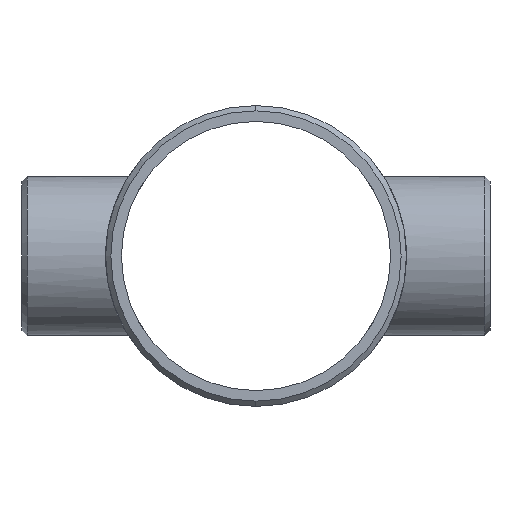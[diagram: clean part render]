
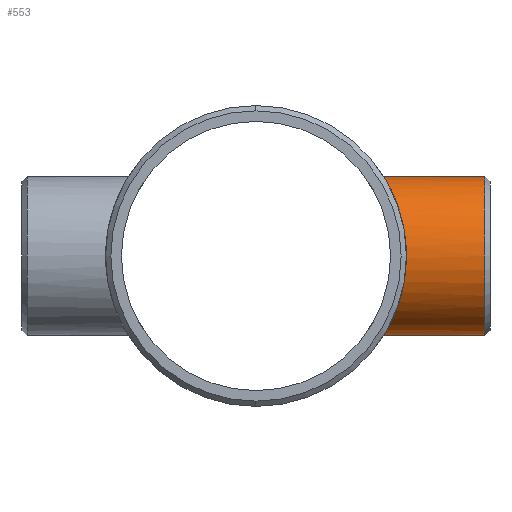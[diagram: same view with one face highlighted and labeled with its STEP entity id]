
A CAD part, left-side view. The second image highlights one B-rep face of the part: STEP entity #553.
In plain terms, the highlighted cylindrical face has radius 30.226 mm (diameter 60.452 mm), a partial arc.
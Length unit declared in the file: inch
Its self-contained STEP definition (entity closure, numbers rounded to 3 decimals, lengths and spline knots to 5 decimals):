
#16 = VECTOR ( 'NONE', #1034, 39.37008 ) ;
#24 = CARTESIAN_POINT ( 'NONE',  ( 0., -3.421, 0. ) ) ;
#37 = CARTESIAN_POINT ( 'NONE',  ( -0.15887, -1.91574, 1.18003 ) ) ;
#51 = CARTESIAN_POINT ( 'NONE',  ( -0.27512, -1.92889, 1.15843 ) ) ;
#59 = CARTESIAN_POINT ( 'NONE',  ( -0.81424, -2.07576, 0.86866 ) ) ;
#64 = CARTESIAN_POINT ( 'NONE',  ( -1.15084, -2.22949, -0.31292 ) ) ;
#68 = LINE ( 'NONE', #1021, #297 ) ;
#75 = CARTESIAN_POINT ( 'NONE',  ( -0.85422, -2.09187, -0.82872 ) ) ;
#80 = ORIENTED_EDGE ( 'NONE', *, *, #459, .T. ) ;
#136 = CARTESIAN_POINT ( 'NONE',  ( -1.11196, -2.20968, 0.4256 ) ) ;
#156 = CARTESIAN_POINT ( 'NONE',  ( -1.1582, -2.23333, 0.27618 ) ) ;
#164 = CARTESIAN_POINT ( 'NONE',  ( -0.49636, -1.97271, -1.08223 ) ) ;
#173 = CYLINDRICAL_SURFACE ( 'NONE', #846, 1.19 ) ;
#174 = VERTEX_POINT ( 'NONE', #317 ) ;
#209 = CARTESIAN_POINT ( 'NONE',  ( 0., -3.421, 1.19 ) ) ;
#220 = ORIENTED_EDGE ( 'NONE', *, *, #627, .F. ) ;
#230 = CARTESIAN_POINT ( 'NONE',  ( -0.89502, -2.10833, 0.78793 ) ) ;
#243 = CARTESIAN_POINT ( 'NONE',  ( -0.42442, -1.95607, 1.11191 ) ) ;
#258 = CARTESIAN_POINT ( 'NONE',  ( -1.18991, -2.24995, 0.08035 ) ) ;
#266 = CARTESIAN_POINT ( 'NONE',  ( 0., -1.90955, -1.19 ) ) ;
#271 = DIRECTION ( 'NONE',  ( 0., 1., 0. ) ) ;
#278 = CARTESIAN_POINT ( 'NONE',  ( -0.5992, -2.0013, -1.02832 ) ) ;
#297 = VECTOR ( 'NONE', #271, 39.37008 ) ;
#304 = B_SPLINE_CURVE_WITH_KNOTS ( 'NONE', 3,
 ( #643, #516, #917, #37, #809, #51, #1190, #326, #714, #243, #332, #721, #432, #891, #544, #923, #1003, #1099, #59, #230, #446, #1208, #631, #824, #906, #350, #740, #136, #532, #1195, #156, #947, #258, #365, #1126, #932, #757, #1232, #551, #64, #456, #656, #378, #838, #833, #381, #1213, #1218, #1139, #574, #765, #1146, #75, #1029, #760, #940, #1144, #278, #751, #1236, #164, #474, #1226, #1024, #357, #583, #561, #961, #745, #266 ),
 .UNSPECIFIED., .F., .F.,
 ( 4, 2, 2, 2, 2, 2, 2, 2, 2, 2, 2, 2, 2, 2, 2, 2, 2, 2, 2, 2, 2, 2, 2, 2, 2, 2, 2, 2, 2, 2, 2, 2, 2, 2, 4 ),
 ( 0.09636, 0.09936, 0.10237, 0.10537, 0.10687, 0.10838, 0.11438, 0.11589, 0.11739, 0.12039, 0.1264, 0.12791, 0.12941, 0.13241, 0.13542, 0.13842, 0.14443, 0.14743, 0.14894, 0.15044, 0.15645, 0.15795, 0.15945, 0.16246, 0.16546, 0.16696, 0.16847, 0.17448, 0.17598, 0.17748, 0.18048, 0.18649, 0.1895, 0.191, 0.1925 ),
 .UNSPECIFIED. ) ;
#313 = VERTEX_POINT ( 'NONE', #625 ) ;
#317 = CARTESIAN_POINT ( 'NONE',  ( 0., -3.421, -1.19 ) ) ;
#326 = CARTESIAN_POINT ( 'NONE',  ( -0.3691, -1.94481, 1.13148 ) ) ;
#332 = CARTESIAN_POINT ( 'NONE',  ( -0.44272, -1.96013, 1.10475 ) ) ;
#349 = FACE_OUTER_BOUND ( 'NONE', #648, .T. ) ;
#350 = CARTESIAN_POINT ( 'NONE',  ( -1.06529, -2.18655, 0.53174 ) ) ;
#357 = CARTESIAN_POINT ( 'NONE',  ( -0.15957, -1.9158, -1.17993 ) ) ;
#362 = CARTESIAN_POINT ( 'NONE',  ( 0., -3.5, 1.19 ) ) ;
#365 = CARTESIAN_POINT ( 'NONE',  ( -1.19004, -2.25002, -0.03814 ) ) ;
#375 = EDGE_CURVE ( 'NONE', #313, #771, #304, .T. ) ;
#378 = CARTESIAN_POINT ( 'NONE',  ( -1.08178, -2.19468, -0.49621 ) ) ;
#381 = CARTESIAN_POINT ( 'NONE',  ( -1.02846, -2.16884, -0.59989 ) ) ;
#397 = CARTESIAN_POINT ( 'NONE',  ( 0., -1.90955, -1.19 ) ) ;
#432 = CARTESIAN_POINT ( 'NONE',  ( -0.60036, -2.0008, 1.03031 ) ) ;
#446 = CARTESIAN_POINT ( 'NONE',  ( -0.94356, -2.12961, 0.72922 ) ) ;
#456 = CARTESIAN_POINT ( 'NONE',  ( -1.12778, -2.21757, -0.38777 ) ) ;
#459 = EDGE_CURVE ( 'NONE', #174, #805, #971, .T. ) ;
#474 = CARTESIAN_POINT ( 'NONE',  ( -0.38965, -1.94768, -1.12704 ) ) ;
#493 = DIRECTION ( 'NONE',  ( 0., 0., -1. ) ) ;
#516 = CARTESIAN_POINT ( 'NONE',  ( -0.0395, -1.90955, 1.19 ) ) ;
#528 = ORIENTED_EDGE ( 'NONE', *, *, #375, .T. ) ;
#532 = CARTESIAN_POINT ( 'NONE',  ( -1.12526, -2.21642, 0.38912 ) ) ;
#544 = CARTESIAN_POINT ( 'NONE',  ( -0.69548, -2.03221, 0.96581 ) ) ;
#551 = CARTESIAN_POINT ( 'NONE',  ( -1.17038, -2.23968, -0.21612 ) ) ;
#553 = ADVANCED_FACE ( 'NONE', ( #349 ), #173, .T. ) ;
#561 = CARTESIAN_POINT ( 'NONE',  ( -0.08006, -1.91113, -1.18747 ) ) ;
#574 = CARTESIAN_POINT ( 'NONE',  ( -0.90598, -2.11355, -0.77179 ) ) ;
#583 = CARTESIAN_POINT ( 'NONE',  ( -0.09998, -1.91207, -1.18596 ) ) ;
#625 = CARTESIAN_POINT ( 'NONE',  ( 0., -1.90955, 1.19 ) ) ;
#627 = EDGE_CURVE ( 'NONE', #174, #771, #68, .T. ) ;
#631 = CARTESIAN_POINT ( 'NONE',  ( -1.008, -2.15925, 0.63279 ) ) ;
#643 = CARTESIAN_POINT ( 'NONE',  ( 0., -1.90955, 1.19 ) ) ;
#648 = EDGE_LOOP ( 'NONE', ( #80, #920, #528, #220 ) ) ;
#656 = CARTESIAN_POINT ( 'NONE',  ( -1.08985, -2.19866, -0.47825 ) ) ;
#684 = DIRECTION ( 'NONE',  ( 0., 1., 0. ) ) ;
#714 = CARTESIAN_POINT ( 'NONE',  ( -0.38764, -1.94842, 1.12526 ) ) ;
#720 = EDGE_CURVE ( 'NONE', #805, #313, #1216, .T. ) ;
#721 = CARTESIAN_POINT ( 'NONE',  ( -0.5328, -1.98125, 1.06693 ) ) ;
#739 = DIRECTION ( 'NONE',  ( 0., 1., 0. ) ) ;
#740 = CARTESIAN_POINT ( 'NONE',  ( -1.08198, -2.19475, 0.49691 ) ) ;
#745 = CARTESIAN_POINT ( 'NONE',  ( -0.02004, -1.90955, -1.19 ) ) ;
#751 = CARTESIAN_POINT ( 'NONE',  ( -0.58231, -1.9963, -1.03797 ) ) ;
#757 = CARTESIAN_POINT ( 'NONE',  ( -1.17974, -2.24459, -0.15722 ) ) ;
#760 = CARTESIAN_POINT ( 'NONE',  ( -0.7279, -2.0427, -0.94453 ) ) ;
#765 = CARTESIAN_POINT ( 'NONE',  ( -0.89333, -2.10815, -0.7864 ) ) ;
#771 = VERTEX_POINT ( 'NONE', #397 ) ;
#805 = VERTEX_POINT ( 'NONE', #209 ) ;
#809 = CARTESIAN_POINT ( 'NONE',  ( -0.19802, -1.91941, 1.17407 ) ) ;
#824 = CARTESIAN_POINT ( 'NONE',  ( -1.0281, -2.16871, 0.59958 ) ) ;
#833 = CARTESIAN_POINT ( 'NONE',  ( -1.05609, -2.18212, -0.54877 ) ) ;
#838 = CARTESIAN_POINT ( 'NONE',  ( -1.06491, -2.18641, -0.53145 ) ) ;
#846 = AXIS2_PLACEMENT_3D ( 'NONE', #1028, #739, #493 ) ;
#876 = AXIS2_PLACEMENT_3D ( 'NONE', #24, #684, #1059 ) ;
#891 = CARTESIAN_POINT ( 'NONE',  ( -0.67983, -2.02691, 0.97688 ) ) ;
#906 = CARTESIAN_POINT ( 'NONE',  ( -1.03772, -2.17329, 0.58277 ) ) ;
#917 = CARTESIAN_POINT ( 'NONE',  ( -0.07928, -1.91079, 1.18803 ) ) ;
#920 = ORIENTED_EDGE ( 'NONE', *, *, #720, .T. ) ;
#923 = CARTESIAN_POINT ( 'NONE',  ( -0.72627, -2.04295, 0.94287 ) ) ;
#932 = CARTESIAN_POINT ( 'NONE',  ( -1.18222, -2.24589, -0.1373 ) ) ;
#940 = CARTESIAN_POINT ( 'NONE',  ( -0.64844, -2.01659, -0.99799 ) ) ;
#947 = CARTESIAN_POINT ( 'NONE',  ( -1.18203, -2.24576, 0.15893 ) ) ;
#961 = CARTESIAN_POINT ( 'NONE',  ( -0.04012, -1.90987, -1.18949 ) ) ;
#971 = CIRCLE ( 'NONE', #876, 1.19 ) ;
#1003 = CARTESIAN_POINT ( 'NONE',  ( -0.74144, -2.0484, 0.93098 ) ) ;
#1021 = CARTESIAN_POINT ( 'NONE',  ( 0., -3.5, -1.19 ) ) ;
#1024 = CARTESIAN_POINT ( 'NONE',  ( -0.19928, -1.91954, -1.17386 ) ) ;
#1028 = CARTESIAN_POINT ( 'NONE',  ( 0., -3.5, 0. ) ) ;
#1029 = CARTESIAN_POINT ( 'NONE',  ( -0.78659, -2.06463, -0.89622 ) ) ;
#1034 = DIRECTION ( 'NONE',  ( 0., 1., 0. ) ) ;
#1059 = DIRECTION ( 'NONE',  ( 0., 0., -1. ) ) ;
#1099 = CARTESIAN_POINT ( 'NONE',  ( -0.78597, -2.0648, 0.89433 ) ) ;
#1126 = CARTESIAN_POINT ( 'NONE',  ( -1.18813, -2.24901, -0.07774 ) ) ;
#1139 = CARTESIAN_POINT ( 'NONE',  ( -0.94269, -2.12945, -0.72727 ) ) ;
#1144 = CARTESIAN_POINT ( 'NONE',  ( -0.63224, -2.01144, -1.00834 ) ) ;
#1146 = CARTESIAN_POINT ( 'NONE',  ( -0.86745, -2.09732, -0.81486 ) ) ;
#1190 = CARTESIAN_POINT ( 'NONE',  ( -0.31306, -1.9347, 1.14875 ) ) ;
#1195 = CARTESIAN_POINT ( 'NONE',  ( -1.14837, -2.22824, 0.31443 ) ) ;
#1208 = CARTESIAN_POINT ( 'NONE',  ( -0.99752, -2.15438, 0.64918 ) ) ;
#1213 = CARTESIAN_POINT ( 'NONE',  ( -1.00852, -2.15943, -0.63282 ) ) ;
#1216 = LINE ( 'NONE', #362, #16 ) ;
#1218 = CARTESIAN_POINT ( 'NONE',  ( -0.96563, -2.13974, -0.69651 ) ) ;
#1226 = CARTESIAN_POINT ( 'NONE',  ( -0.31553, -1.93392, -1.15013 ) ) ;
#1232 = CARTESIAN_POINT ( 'NONE',  ( -1.17382, -2.24148, -0.1966 ) ) ;
#1236 = CARTESIAN_POINT ( 'NONE',  ( -0.53118, -1.98179, -1.06557 ) ) ;
